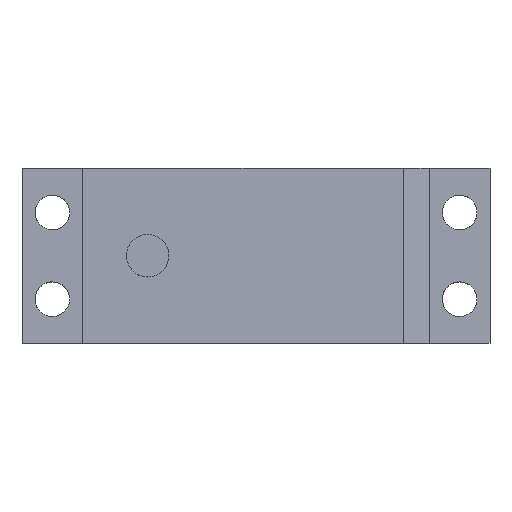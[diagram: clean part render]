
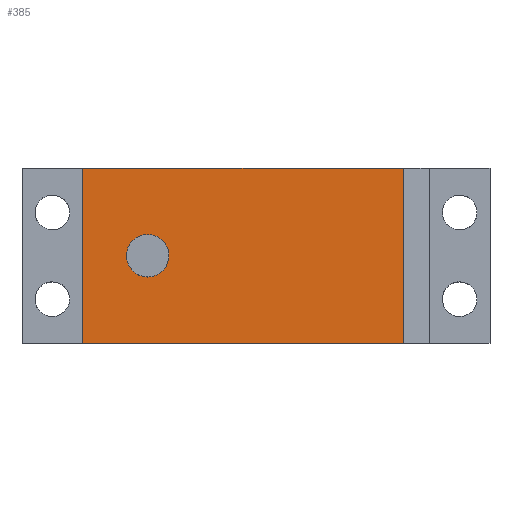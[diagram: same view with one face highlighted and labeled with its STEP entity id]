
A CAD part, top view. The second image highlights one B-rep face of the part: STEP entity #385.
In plain terms, the highlighted free-form (B-spline) face has degree [1, 1] with [2, 2] control points.
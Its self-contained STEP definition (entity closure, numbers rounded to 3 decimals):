
#52 = VERTEX_POINT('',#53);
#53 = CARTESIAN_POINT('',(31.476,0.,23.649));
#58 = EDGE_CURVE('',#59,#52,#61,.T.);
#59 = VERTEX_POINT('',#60);
#60 = CARTESIAN_POINT('',(0.,0.,23.649));
#61 = B_SPLINE_CURVE_WITH_KNOTS('',1,(#62,#63),.UNSPECIFIED.,.F.,.F.,(2,
    2),(-40.,-3.),.PIECEWISE_BEZIER_KNOTS.);
#62 = CARTESIAN_POINT('',(0.,0.,23.649));
#63 = CARTESIAN_POINT('',(31.476,0.,23.649));
#313 = VERTEX_POINT('',#314);
#314 = CARTESIAN_POINT('',(8.465,8.592,23.649
    ));
#319 = EDGE_CURVE('',#313,#313,#320,.T.);
#320 = ( BOUNDED_CURVE() B_SPLINE_CURVE(2,(#321,#322,#323,#324,#325,#326
,#327),.UNSPECIFIED.,.T.,.F.) B_SPLINE_CURVE_WITH_KNOTS((3,2,2,3),(
    3.142,5.236,7.33,9.425),
.PIECEWISE_BEZIER_KNOTS.) CURVE() GEOMETRIC_REPRESENTATION_ITEM() 
RATIONAL_B_SPLINE_CURVE((1.,0.5,1.,0.5,1.,0.5,1.)) REPRESENTATION_ITEM(
  '') );
#321 = CARTESIAN_POINT('',(8.465,8.592,23.649
    ));
#322 = CARTESIAN_POINT('',(8.465,4.981,23.649
    ));
#323 = CARTESIAN_POINT('',(5.338,6.787,23.649
    ));
#324 = CARTESIAN_POINT('',(2.211,8.592,23.649
    ));
#325 = CARTESIAN_POINT('',(5.338,10.397,
    23.649));
#326 = CARTESIAN_POINT('',(8.465,12.203,
    23.649));
#327 = CARTESIAN_POINT('',(8.465,8.592,23.649
    ));
#364 = VERTEX_POINT('',#365);
#365 = CARTESIAN_POINT('',(31.476,17.184,
    23.649));
#370 = EDGE_CURVE('',#364,#52,#371,.T.);
#371 = B_SPLINE_CURVE_WITH_KNOTS('',1,(#372,#373),.UNSPECIFIED.,.F.,.F.,
  (2,2),(-15.15,5.05),.PIECEWISE_BEZIER_KNOTS.);
#372 = CARTESIAN_POINT('',(31.476,17.184,
    23.649));
#373 = CARTESIAN_POINT('',(31.476,0.,23.649));
#385 = ADVANCED_FACE('',(#386,#402),#405,.T.);
#386 = FACE_BOUND('',#387,.T.);
#387 = EDGE_LOOP('',(#388,#389,#396,#401));
#388 = ORIENTED_EDGE('',*,*,#370,.F.);
#389 = ORIENTED_EDGE('',*,*,#390,.T.);
#390 = EDGE_CURVE('',#364,#391,#393,.T.);
#391 = VERTEX_POINT('',#392);
#392 = CARTESIAN_POINT('',(0.,17.184,23.649));
#393 = B_SPLINE_CURVE_WITH_KNOTS('',1,(#394,#395),.UNSPECIFIED.,.F.,.F.,
  (2,2),(-37.,0.),.PIECEWISE_BEZIER_KNOTS.);
#394 = CARTESIAN_POINT('',(31.476,17.184,
    23.649));
#395 = CARTESIAN_POINT('',(0.,17.184,23.649));
#396 = ORIENTED_EDGE('',*,*,#397,.T.);
#397 = EDGE_CURVE('',#391,#59,#398,.T.);
#398 = B_SPLINE_CURVE_WITH_KNOTS('',1,(#399,#400),.UNSPECIFIED.,.F.,.F.,
  (2,2),(-20.2,0.),.PIECEWISE_BEZIER_KNOTS.);
#399 = CARTESIAN_POINT('',(0.,17.184,23.649));
#400 = CARTESIAN_POINT('',(0.,0.,23.649));
#401 = ORIENTED_EDGE('',*,*,#58,.T.);
#402 = FACE_BOUND('',#403,.T.);
#403 = EDGE_LOOP('',(#404));
#404 = ORIENTED_EDGE('',*,*,#319,.T.);
#405 = B_SPLINE_SURFACE_WITH_KNOTS('',1,1,(
    (#406,#407)
    ,(#408,#409
    )),.UNSPECIFIED.,.F.,.F.,.F.,(2,2),(2,2),(-20.,17.),(-10.1,10.1),
  .PIECEWISE_BEZIER_KNOTS.);
#406 = CARTESIAN_POINT('',(0.,0.,23.649));
#407 = CARTESIAN_POINT('',(0.,17.184,23.649));
#408 = CARTESIAN_POINT('',(31.476,0.,23.649));
#409 = CARTESIAN_POINT('',(31.476,17.184,
    23.649));
